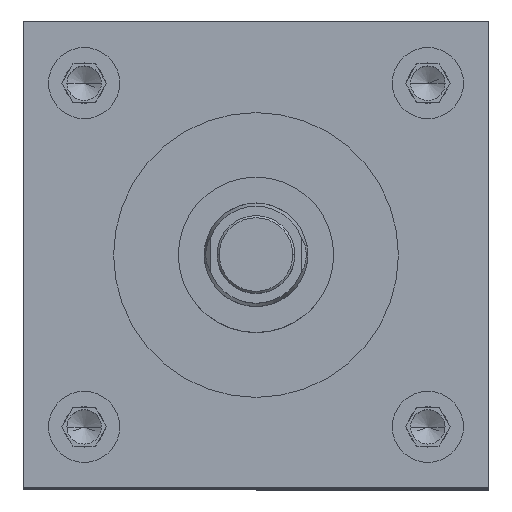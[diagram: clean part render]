
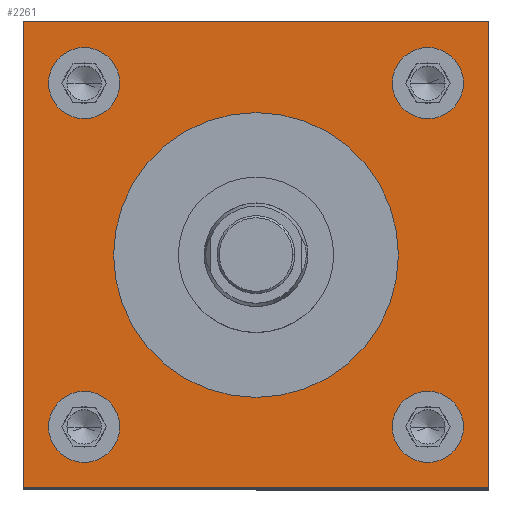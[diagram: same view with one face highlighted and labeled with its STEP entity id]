
A CAD part, top view. The second image highlights one B-rep face of the part: STEP entity #2261.
In plain terms, the highlighted planar face has unit normal (0, 0, 1).
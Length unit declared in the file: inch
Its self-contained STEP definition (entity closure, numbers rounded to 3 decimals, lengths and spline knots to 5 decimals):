
#33 = DIRECTION ( 'NONE',  ( 1., 0., 0. ) ) ;
#57 = DIRECTION ( 'NONE',  ( 1., 0., 0. ) ) ;
#138 = VERTEX_POINT ( 'NONE', #4107 ) ;
#140 = CIRCLE ( 'NONE', #375, 0.3435 ) ;
#163 = CIRCLE ( 'NONE', #622, 1.375 ) ;
#303 = CARTESIAN_POINT ( 'NONE',  ( -1.3165, -1.66, 11.25 ) ) ;
#329 = DIRECTION ( 'NONE',  ( 0., 0., 1. ) ) ;
#375 = AXIS2_PLACEMENT_3D ( 'NONE', #1581, #2666, #6008 ) ;
#438 = EDGE_CURVE ( 'NONE', #6710, #3715, #4794, .T. ) ;
#459 = ORIENTED_EDGE ( 'NONE', *, *, #4301, .F. ) ;
#477 = ORIENTED_EDGE ( 'NONE', *, *, #438, .T. ) ;
#622 = AXIS2_PLACEMENT_3D ( 'NONE', #5613, #4010, #643 ) ;
#643 = DIRECTION ( 'NONE',  ( 1., 0., 0. ) ) ;
#686 = ORIENTED_EDGE ( 'NONE', *, *, #2076, .F. ) ;
#716 = CARTESIAN_POINT ( 'NONE',  ( -2.25, -2.25, 11.25 ) ) ;
#835 = EDGE_CURVE ( 'NONE', #6959, #138, #3006, .T. ) ;
#861 = ORIENTED_EDGE ( 'NONE', *, *, #3371, .F. ) ;
#879 = DIRECTION ( 'NONE',  ( 1., 0., 0. ) ) ;
#988 = CIRCLE ( 'NONE', #6087, 0.3435 ) ;
#1049 = AXIS2_PLACEMENT_3D ( 'NONE', #6974, #329, #3601 ) ;
#1167 = LINE ( 'NONE', #6212, #5720 ) ;
#1195 = DIRECTION ( 'NONE',  ( -1., 0., 0. ) ) ;
#1228 = ORIENTED_EDGE ( 'NONE', *, *, #6951, .F. ) ;
#1337 = VERTEX_POINT ( 'NONE', #3117 ) ;
#1453 = FACE_BOUND ( 'NONE', #5927, .T. ) ;
#1466 = CARTESIAN_POINT ( 'NONE',  ( 1.3165, -1.66, 11.25 ) ) ;
#1580 = VERTEX_POINT ( 'NONE', #303 ) ;
#1581 = CARTESIAN_POINT ( 'NONE',  ( 1.66, -1.66, 11.25 ) ) ;
#1783 = ORIENTED_EDGE ( 'NONE', *, *, #6858, .F. ) ;
#2038 = CARTESIAN_POINT ( 'NONE',  ( -2.25, 2.25, 11.25 ) ) ;
#2076 = EDGE_CURVE ( 'NONE', #6136, #1337, #140, .T. ) ;
#2114 = CARTESIAN_POINT ( 'NONE',  ( 1.66, -1.66, 11.25 ) ) ;
#2126 = CARTESIAN_POINT ( 'NONE',  ( -2.25, -2.25, 11.25 ) ) ;
#2211 = DIRECTION ( 'NONE',  ( 1., 0., 0. ) ) ;
#2213 = VERTEX_POINT ( 'NONE', #6866 ) ;
#2261 = ADVANCED_FACE ( 'NONE', ( #1453, #3202, #4851, #4342, #2588, #4927 ), #3238, .F. ) ;
#2349 = VERTEX_POINT ( 'NONE', #3408 ) ;
#2434 = EDGE_CURVE ( 'NONE', #3715, #6316, #1167, .T. ) ;
#2541 = EDGE_CURVE ( 'NONE', #1580, #5121, #3143, .T. ) ;
#2587 = DIRECTION ( 'NONE',  ( 0., 0., 1. ) ) ;
#2588 = FACE_BOUND ( 'NONE', #2628, .T. ) ;
#2628 = EDGE_LOOP ( 'NONE', ( #861, #6550 ) ) ;
#2633 = CIRCLE ( 'NONE', #4266, 0.3435 ) ;
#2658 = DIRECTION ( 'NONE',  ( -1., 0., 0. ) ) ;
#2666 = DIRECTION ( 'NONE',  ( 0., 0., 1. ) ) ;
#2755 = DIRECTION ( 'NONE',  ( 0., -1., 0. ) ) ;
#2760 = CARTESIAN_POINT ( 'NONE',  ( -2.0035, 1.66, 11.25 ) ) ;
#2819 = CARTESIAN_POINT ( 'NONE',  ( -2.25, 2.25, 11.25 ) ) ;
#2908 = AXIS2_PLACEMENT_3D ( 'NONE', #4708, #2972, #4740 ) ;
#2972 = DIRECTION ( 'NONE',  ( 0., 0., 1. ) ) ;
#2979 = ORIENTED_EDGE ( 'NONE', *, *, #5031, .T. ) ;
#3006 = CIRCLE ( 'NONE', #1049, 0.3435 ) ;
#3108 = ORIENTED_EDGE ( 'NONE', *, *, #835, .F. ) ;
#3117 = CARTESIAN_POINT ( 'NONE',  ( 2.0035, -1.66, 11.25 ) ) ;
#3143 = CIRCLE ( 'NONE', #2908, 0.3435 ) ;
#3151 = DIRECTION ( 'NONE',  ( 0., 0., 1. ) ) ;
#3202 = FACE_BOUND ( 'NONE', #5995, .T. ) ;
#3224 = DIRECTION ( 'NONE',  ( 1., 0., 0. ) ) ;
#3238 = PLANE ( 'NONE',  #5346 ) ;
#3346 = CARTESIAN_POINT ( 'NONE',  ( -2.0035, -1.66, 11.25 ) ) ;
#3371 = EDGE_CURVE ( 'NONE', #3649, #2349, #163, .T. ) ;
#3408 = CARTESIAN_POINT ( 'NONE',  ( -1.375, 0., 11.25 ) ) ;
#3444 = VECTOR ( 'NONE', #5480, 39.37008 ) ;
#3601 = DIRECTION ( 'NONE',  ( 1., 0., 0. ) ) ;
#3635 = CARTESIAN_POINT ( 'NONE',  ( 1.66, 1.66, 11.25 ) ) ;
#3649 = VERTEX_POINT ( 'NONE', #5434 ) ;
#3715 = VERTEX_POINT ( 'NONE', #6505 ) ;
#3725 = CARTESIAN_POINT ( 'NONE',  ( 2.25, -2.25, 11.25 ) ) ;
#3828 = VERTEX_POINT ( 'NONE', #3939 ) ;
#3842 = AXIS2_PLACEMENT_3D ( 'NONE', #4417, #6065, #2211 ) ;
#3846 = DIRECTION ( 'NONE',  ( 0., 0., 1. ) ) ;
#3929 = CARTESIAN_POINT ( 'NONE',  ( -2.25, -2.25, 11.25 ) ) ;
#3939 = CARTESIAN_POINT ( 'NONE',  ( 2.0035, 1.66, 11.25 ) ) ;
#4010 = DIRECTION ( 'NONE',  ( 0., 0., 1. ) ) ;
#4030 = AXIS2_PLACEMENT_3D ( 'NONE', #4440, #3846, #57 ) ;
#4107 = CARTESIAN_POINT ( 'NONE',  ( -1.3165, 1.66, 11.25 ) ) ;
#4230 = EDGE_CURVE ( 'NONE', #6316, #6812, #6746, .T. ) ;
#4266 = AXIS2_PLACEMENT_3D ( 'NONE', #5344, #3151, #3224 ) ;
#4284 = EDGE_CURVE ( 'NONE', #2349, #3649, #6958, .T. ) ;
#4286 = ORIENTED_EDGE ( 'NONE', *, *, #2434, .T. ) ;
#4301 = EDGE_CURVE ( 'NONE', #138, #6959, #6151, .T. ) ;
#4341 = DIRECTION ( 'NONE',  ( 1., 0., 0. ) ) ;
#4342 = FACE_BOUND ( 'NONE', #4561, .T. ) ;
#4352 = LINE ( 'NONE', #2126, #3444 ) ;
#4417 = CARTESIAN_POINT ( 'NONE',  ( -1.66, 1.66, 11.25 ) ) ;
#4420 = DIRECTION ( 'NONE',  ( 0., 0., 1. ) ) ;
#4440 = CARTESIAN_POINT ( 'NONE',  ( -1.66, -1.66, 11.25 ) ) ;
#4561 = EDGE_LOOP ( 'NONE', ( #459, #3108 ) ) ;
#4708 = CARTESIAN_POINT ( 'NONE',  ( -1.66, -1.66, 11.25 ) ) ;
#4740 = DIRECTION ( 'NONE',  ( 1., 0., 0. ) ) ;
#4794 = LINE ( 'NONE', #3725, #5070 ) ;
#4826 = DIRECTION ( 'NONE',  ( 0., 1., 0. ) ) ;
#4849 = CIRCLE ( 'NONE', #4030, 0.3435 ) ;
#4851 = FACE_BOUND ( 'NONE', #4879, .T. ) ;
#4879 = EDGE_LOOP ( 'NONE', ( #6003, #5133 ) ) ;
#4927 = FACE_OUTER_BOUND ( 'NONE', #5477, .T. ) ;
#4969 = ORIENTED_EDGE ( 'NONE', *, *, #5659, .F. ) ;
#5031 = EDGE_CURVE ( 'NONE', #6812, #6710, #4352, .T. ) ;
#5070 = VECTOR ( 'NONE', #4826, 39.37008 ) ;
#5121 = VERTEX_POINT ( 'NONE', #3346 ) ;
#5133 = ORIENTED_EDGE ( 'NONE', *, *, #5797, .F. ) ;
#5344 = CARTESIAN_POINT ( 'NONE',  ( 1.66, 1.66, 11.25 ) ) ;
#5346 = AXIS2_PLACEMENT_3D ( 'NONE', #2038, #5473, #2658 ) ;
#5434 = CARTESIAN_POINT ( 'NONE',  ( 1.375, 0., 11.25 ) ) ;
#5473 = DIRECTION ( 'NONE',  ( 0., 0., -1. ) ) ;
#5477 = EDGE_LOOP ( 'NONE', ( #5636, #2979, #477, #4286 ) ) ;
#5480 = DIRECTION ( 'NONE',  ( 1., 0., 0. ) ) ;
#5613 = CARTESIAN_POINT ( 'NONE',  ( 0., 0., 11.25 ) ) ;
#5636 = ORIENTED_EDGE ( 'NONE', *, *, #4230, .T. ) ;
#5659 = EDGE_CURVE ( 'NONE', #3828, #2213, #2633, .T. ) ;
#5677 = CARTESIAN_POINT ( 'NONE',  ( 0., 0., 11.25 ) ) ;
#5709 = AXIS2_PLACEMENT_3D ( 'NONE', #5677, #6607, #33 ) ;
#5720 = VECTOR ( 'NONE', #1195, 39.37008 ) ;
#5797 = EDGE_CURVE ( 'NONE', #5121, #1580, #4849, .T. ) ;
#5927 = EDGE_LOOP ( 'NONE', ( #1228, #686 ) ) ;
#5995 = EDGE_LOOP ( 'NONE', ( #4969, #1783 ) ) ;
#6003 = ORIENTED_EDGE ( 'NONE', *, *, #2541, .F. ) ;
#6008 = DIRECTION ( 'NONE',  ( 1., 0., 0. ) ) ;
#6065 = DIRECTION ( 'NONE',  ( 0., 0., 1. ) ) ;
#6087 = AXIS2_PLACEMENT_3D ( 'NONE', #3635, #2587, #879 ) ;
#6120 = CARTESIAN_POINT ( 'NONE',  ( 2.25, -2.25, 11.25 ) ) ;
#6136 = VERTEX_POINT ( 'NONE', #1466 ) ;
#6151 = CIRCLE ( 'NONE', #3842, 0.3435 ) ;
#6212 = CARTESIAN_POINT ( 'NONE',  ( -2.25, 2.25, 11.25 ) ) ;
#6311 = CIRCLE ( 'NONE', #6549, 0.3435 ) ;
#6316 = VERTEX_POINT ( 'NONE', #2819 ) ;
#6505 = CARTESIAN_POINT ( 'NONE',  ( 2.25, 2.25, 11.25 ) ) ;
#6549 = AXIS2_PLACEMENT_3D ( 'NONE', #2114, #4420, #4341 ) ;
#6550 = ORIENTED_EDGE ( 'NONE', *, *, #4284, .F. ) ;
#6607 = DIRECTION ( 'NONE',  ( 0., 0., 1. ) ) ;
#6681 = VECTOR ( 'NONE', #2755, 39.37008 ) ;
#6710 = VERTEX_POINT ( 'NONE', #6120 ) ;
#6746 = LINE ( 'NONE', #3929, #6681 ) ;
#6812 = VERTEX_POINT ( 'NONE', #716 ) ;
#6858 = EDGE_CURVE ( 'NONE', #2213, #3828, #988, .T. ) ;
#6866 = CARTESIAN_POINT ( 'NONE',  ( 1.3165, 1.66, 11.25 ) ) ;
#6951 = EDGE_CURVE ( 'NONE', #1337, #6136, #6311, .T. ) ;
#6958 = CIRCLE ( 'NONE', #5709, 1.375 ) ;
#6959 = VERTEX_POINT ( 'NONE', #2760 ) ;
#6974 = CARTESIAN_POINT ( 'NONE',  ( -1.66, 1.66, 11.25 ) ) ;
